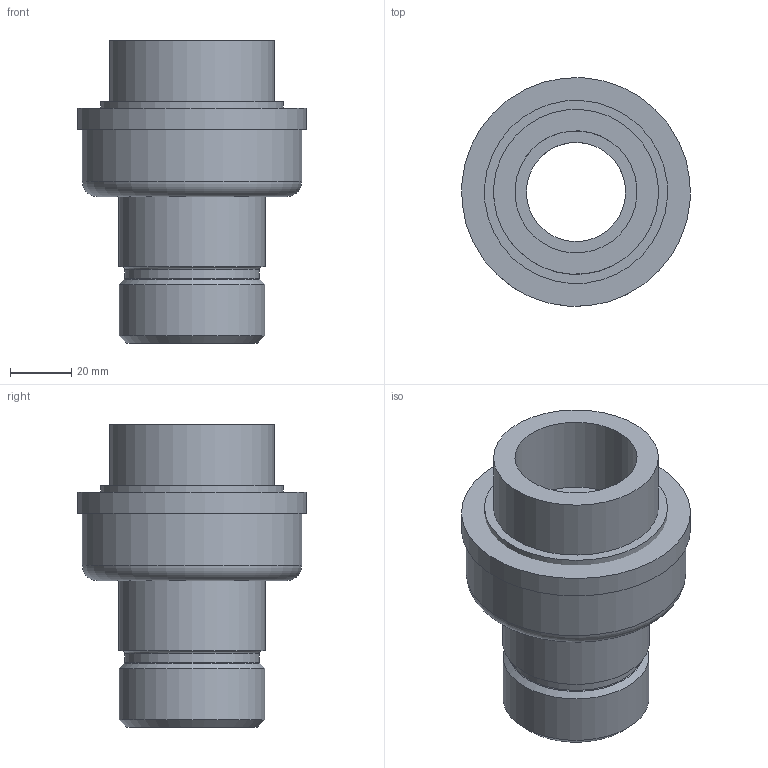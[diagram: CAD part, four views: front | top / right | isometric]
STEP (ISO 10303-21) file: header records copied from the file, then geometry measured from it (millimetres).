
FILE_DESCRIPTION (( 'STEP AP203' ), '1' );
FILE_NAME ('ÒÎ.00.3. Âñòàâêà G1 1_2.STEP', '2025-03-06T13:58:18', ( '' ), ( '' ), 'SwSTEP 2.0', 'SolidWorks 2022', '' );
FILE_SCHEMA (( 'CONFIG_CONTROL_DESIGN' ));
Length unit declared in the file: millimetre
Products named in the file (1): ТО.00.3. Вставка G1 1_2
Bounding box: 74.85 x 74.85 x 99 mm (x, y, z)
Volume: 138730.2 mm3; surface area: 56103 mm2
Topology: 5 solids, 5 shells, 41 faces, 70 edges, 45 vertices
Faces by surface type: cylinder 17, plane 16, torus 4, cone 4
Full cylindrical faces by diameter (mm): 32.5 x1, 37 x1, 40 x3, 44 x1, 47.803 x1, 48 x1, 48.3 x1, 50 x1, 54 x2, 56.66 x1, 60 x1, 70 x1, 72 x1, 75 x1
Entity records: 899 total; most frequent: DIRECTION 164, CARTESIAN_POINT 122, AXIS2_PLACEMENT_3D 82, ORIENTED_EDGE 80, EDGE_LOOP 80, FACE_OUTER_BOUND 60, ADVANCED_FACE 41, VERTEX_POINT 40
